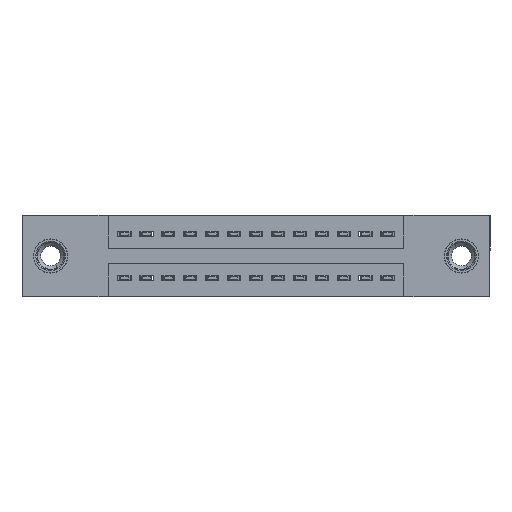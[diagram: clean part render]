
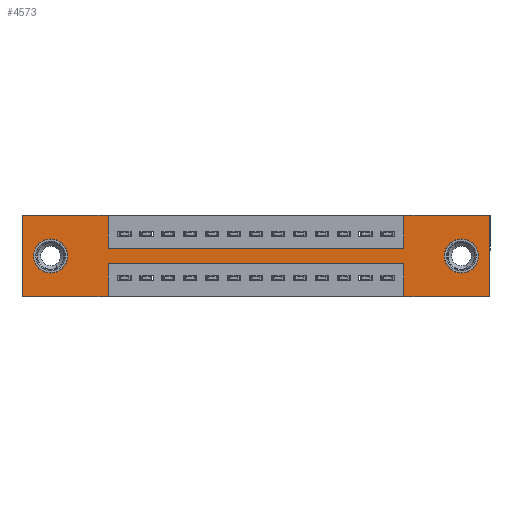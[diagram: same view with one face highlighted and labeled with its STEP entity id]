
A CAD part, front view. The second image highlights one B-rep face of the part: STEP entity #4573.
In plain terms, the highlighted planar face has unit normal (0, -1, 0).
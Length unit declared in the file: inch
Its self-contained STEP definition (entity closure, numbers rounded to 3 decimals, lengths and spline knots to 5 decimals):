
#46 = EDGE_CURVE ( 'NONE', #13887, #109, #7030, .T. ) ;
#109 = VERTEX_POINT ( 'NONE', #9216 ) ;
#442 = CARTESIAN_POINT ( 'NONE',  ( 0.3925, 0., -0.22 ) ) ;
#639 = ORIENTED_EDGE ( 'NONE', *, *, #12141, .F. ) ;
#1093 = CARTESIAN_POINT ( 'NONE',  ( 2.005, 0., -0.263 ) ) ;
#1355 = ORIENTED_EDGE ( 'NONE', *, *, #13099, .F. ) ;
#1372 = CARTESIAN_POINT ( 'NONE',  ( 2.005, 0., -0.107 ) ) ;
#1918 = EDGE_CURVE ( 'NONE', #2961, #16056, #5369, .T. ) ;
#2045 = EDGE_CURVE ( 'NONE', #7391, #7138, #3542, .T. ) ;
#2234 = VERTEX_POINT ( 'NONE', #4646 ) ;
#2580 = LINE ( 'NONE', #6860, #3038 ) ;
#2601 = CARTESIAN_POINT ( 'NONE',  ( 2.005, 0., -0.185 ) ) ;
#2705 = VECTOR ( 'NONE', #9131, 39.37008 ) ;
#2713 = EDGE_CURVE ( 'NONE', #109, #13887, #4641, .T. ) ;
#2805 = DIRECTION ( 'NONE',  ( 1., 0., 0. ) ) ;
#2919 = LINE ( 'NONE', #8969, #10202 ) ;
#2961 = VERTEX_POINT ( 'NONE', #6617 ) ;
#3038 = VECTOR ( 'NONE', #18184, 39.37008 ) ;
#3099 = EDGE_CURVE ( 'NONE', #3334, #12234, #2580, .T. ) ;
#3213 = CARTESIAN_POINT ( 'NONE',  ( 0., 0., -0.37 ) ) ;
#3334 = VERTEX_POINT ( 'NONE', #3213 ) ;
#3436 = CIRCLE ( 'NONE', #14836, 0.078 ) ;
#3542 = LINE ( 'NONE', #7217, #14503 ) ;
#3759 = CARTESIAN_POINT ( 'NONE',  ( 1.7425, 0., 0. ) ) ;
#3884 = ORIENTED_EDGE ( 'NONE', *, *, #9893, .F. ) ;
#4001 = CARTESIAN_POINT ( 'NONE',  ( 0.3925, 0., 0. ) ) ;
#4076 = DIRECTION ( 'NONE',  ( 0., 0., -1. ) ) ;
#4240 = ORIENTED_EDGE ( 'NONE', *, *, #6635, .F. ) ;
#4487 = CARTESIAN_POINT ( 'NONE',  ( 2.135, 0., 0. ) ) ;
#4573 = ADVANCED_FACE ( 'NONE', ( #13348, #17114, #5766 ), #14634, .T. ) ;
#4641 = CIRCLE ( 'NONE', #10108, 0.078 ) ;
#4646 = CARTESIAN_POINT ( 'NONE',  ( 2.135, 0., -0.37 ) ) ;
#4843 = LINE ( 'NONE', #14846, #7822 ) ;
#4910 = VERTEX_POINT ( 'NONE', #17719 ) ;
#5144 = CARTESIAN_POINT ( 'NONE',  ( 1.7425, 0., -0.37 ) ) ;
#5197 = LINE ( 'NONE', #4001, #5660 ) ;
#5324 = DIRECTION ( 'NONE',  ( 0., 1., 0. ) ) ;
#5369 = LINE ( 'NONE', #9740, #16309 ) ;
#5505 = ORIENTED_EDGE ( 'NONE', *, *, #6875, .F. ) ;
#5572 = EDGE_CURVE ( 'NONE', #13442, #8977, #3436, .T. ) ;
#5660 = VECTOR ( 'NONE', #13998, 39.37008 ) ;
#5766 = FACE_OUTER_BOUND ( 'NONE', #8567, .T. ) ;
#6118 = DIRECTION ( 'NONE',  ( 0., 1., 0. ) ) ;
#6292 = VECTOR ( 'NONE', #9297, 39.37008 ) ;
#6617 = CARTESIAN_POINT ( 'NONE',  ( 0.3925, 0., -0.22 ) ) ;
#6635 = EDGE_CURVE ( 'NONE', #7138, #2961, #13849, .T. ) ;
#6860 = CARTESIAN_POINT ( 'NONE',  ( 0., 0., 0. ) ) ;
#6875 = EDGE_CURVE ( 'NONE', #16056, #3334, #17816, .T. ) ;
#6881 = VECTOR ( 'NONE', #12515, 39.37008 ) ;
#6971 = EDGE_LOOP ( 'NONE', ( #14459, #8675 ) ) ;
#7030 = CIRCLE ( 'NONE', #13582, 0.078 ) ;
#7138 = VERTEX_POINT ( 'NONE', #16073 ) ;
#7217 = CARTESIAN_POINT ( 'NONE',  ( 1.7425, 0., -0.37 ) ) ;
#7391 = VERTEX_POINT ( 'NONE', #5144 ) ;
#7566 = DIRECTION ( 'NONE',  ( 0., 0., -1. ) ) ;
#7580 = DIRECTION ( 'NONE',  ( 0., 0., -1. ) ) ;
#7697 = CARTESIAN_POINT ( 'NONE',  ( 0., 0., -0.37 ) ) ;
#7822 = VECTOR ( 'NONE', #13487, 39.37008 ) ;
#8325 = EDGE_CURVE ( 'NONE', #15655, #4910, #16481, .T. ) ;
#8567 = EDGE_LOOP ( 'NONE', ( #9414, #4240, #14466, #12801, #17801, #13013, #3884, #8619, #639, #1355, #15727, #5505 ) ) ;
#8619 = ORIENTED_EDGE ( 'NONE', *, *, #8325, .F. ) ;
#8675 = ORIENTED_EDGE ( 'NONE', *, *, #46, .T. ) ;
#8947 = VECTOR ( 'NONE', #2805, 39.37008 ) ;
#8965 = CARTESIAN_POINT ( 'NONE',  ( 0., 0., -0.37 ) ) ;
#8969 = CARTESIAN_POINT ( 'NONE',  ( 0., 0., 0. ) ) ;
#8976 = DIRECTION ( 'NONE',  ( 0., 0., 1. ) ) ;
#8977 = VERTEX_POINT ( 'NONE', #1372 ) ;
#9131 = DIRECTION ( 'NONE',  ( -1., 0., 0. ) ) ;
#9216 = CARTESIAN_POINT ( 'NONE',  ( 0.13, 0., -0.107 ) ) ;
#9297 = DIRECTION ( 'NONE',  ( -1., 0., 0. ) ) ;
#9414 = ORIENTED_EDGE ( 'NONE', *, *, #1918, .F. ) ;
#9740 = CARTESIAN_POINT ( 'NONE',  ( 0.3925, 0., -0.37 ) ) ;
#9893 = EDGE_CURVE ( 'NONE', #4910, #14965, #17734, .T. ) ;
#9952 = CARTESIAN_POINT ( 'NONE',  ( 0.3925, 0., -0.15 ) ) ;
#10108 = AXIS2_PLACEMENT_3D ( 'NONE', #14627, #6118, #16071 ) ;
#10202 = VECTOR ( 'NONE', #10405, 39.37008 ) ;
#10405 = DIRECTION ( 'NONE',  ( 1., 0., 0. ) ) ;
#11106 = CARTESIAN_POINT ( 'NONE',  ( 2.135, 0., 0. ) ) ;
#11117 = CARTESIAN_POINT ( 'NONE',  ( 1.7425, 0., 0. ) ) ;
#11249 = VECTOR ( 'NONE', #12506, 39.37008 ) ;
#11673 = EDGE_CURVE ( 'NONE', #8977, #13442, #12406, .T. ) ;
#11677 = LINE ( 'NONE', #11106, #11249 ) ;
#11818 = EDGE_CURVE ( 'NONE', #14965, #12357, #2919, .T. ) ;
#12141 = EDGE_CURVE ( 'NONE', #13870, #15655, #5197, .T. ) ;
#12234 = VERTEX_POINT ( 'NONE', #12794 ) ;
#12357 = VERTEX_POINT ( 'NONE', #4487 ) ;
#12406 = CIRCLE ( 'NONE', #15144, 0.078 ) ;
#12506 = DIRECTION ( 'NONE',  ( 0., 0., -1. ) ) ;
#12515 = DIRECTION ( 'NONE',  ( 0., 0., 1. ) ) ;
#12688 = DIRECTION ( 'NONE',  ( 0., 1., 0. ) ) ;
#12753 = CARTESIAN_POINT ( 'NONE',  ( 0., 0., -0.37 ) ) ;
#12794 = CARTESIAN_POINT ( 'NONE',  ( 0., 0., 0. ) ) ;
#12801 = ORIENTED_EDGE ( 'NONE', *, *, #15353, .F. ) ;
#12877 = CARTESIAN_POINT ( 'NONE',  ( 0.3925, 0., -0.15 ) ) ;
#12888 = DIRECTION ( 'NONE',  ( 0., 0., 1. ) ) ;
#13013 = ORIENTED_EDGE ( 'NONE', *, *, #11818, .F. ) ;
#13099 = EDGE_CURVE ( 'NONE', #12234, #13870, #4843, .T. ) ;
#13348 = FACE_BOUND ( 'NONE', #13673, .T. ) ;
#13442 = VERTEX_POINT ( 'NONE', #1093 ) ;
#13487 = DIRECTION ( 'NONE',  ( 1., 0., 0. ) ) ;
#13582 = AXIS2_PLACEMENT_3D ( 'NONE', #18010, #13724, #8976 ) ;
#13634 = VECTOR ( 'NONE', #14135, 39.37008 ) ;
#13673 = EDGE_LOOP ( 'NONE', ( #14698, #17471 ) ) ;
#13724 = DIRECTION ( 'NONE',  ( 0., 1., 0. ) ) ;
#13849 = LINE ( 'NONE', #442, #6292 ) ;
#13862 = CARTESIAN_POINT ( 'NONE',  ( 2.005, 0., -0.185 ) ) ;
#13870 = VERTEX_POINT ( 'NONE', #18305 ) ;
#13887 = VERTEX_POINT ( 'NONE', #15565 ) ;
#13998 = DIRECTION ( 'NONE',  ( 0., 0., -1. ) ) ;
#14135 = DIRECTION ( 'NONE',  ( -1., 0., 0. ) ) ;
#14459 = ORIENTED_EDGE ( 'NONE', *, *, #2713, .T. ) ;
#14466 = ORIENTED_EDGE ( 'NONE', *, *, #2045, .F. ) ;
#14503 = VECTOR ( 'NONE', #12888, 39.37008 ) ;
#14627 = CARTESIAN_POINT ( 'NONE',  ( 0.13, 0., -0.185 ) ) ;
#14634 = PLANE ( 'NONE',  #14955 ) ;
#14698 = ORIENTED_EDGE ( 'NONE', *, *, #11673, .T. ) ;
#14836 = AXIS2_PLACEMENT_3D ( 'NONE', #13862, #5324, #15317 ) ;
#14846 = CARTESIAN_POINT ( 'NONE',  ( 0., 0., 0. ) ) ;
#14955 = AXIS2_PLACEMENT_3D ( 'NONE', #8965, #16075, #7580 ) ;
#14965 = VERTEX_POINT ( 'NONE', #3759 ) ;
#15144 = AXIS2_PLACEMENT_3D ( 'NONE', #2601, #12688, #4076 ) ;
#15317 = DIRECTION ( 'NONE',  ( 0., 0., -1. ) ) ;
#15353 = EDGE_CURVE ( 'NONE', #2234, #7391, #17890, .T. ) ;
#15565 = CARTESIAN_POINT ( 'NONE',  ( 0.13, 0., -0.263 ) ) ;
#15655 = VERTEX_POINT ( 'NONE', #9952 ) ;
#15727 = ORIENTED_EDGE ( 'NONE', *, *, #3099, .F. ) ;
#16056 = VERTEX_POINT ( 'NONE', #17936 ) ;
#16071 = DIRECTION ( 'NONE',  ( 0., 0., 1. ) ) ;
#16073 = CARTESIAN_POINT ( 'NONE',  ( 1.7425, 0., -0.22 ) ) ;
#16075 = DIRECTION ( 'NONE',  ( 0., -1., 0. ) ) ;
#16309 = VECTOR ( 'NONE', #7566, 39.37008 ) ;
#16481 = LINE ( 'NONE', #12877, #8947 ) ;
#17114 = FACE_BOUND ( 'NONE', #6971, .T. ) ;
#17244 = EDGE_CURVE ( 'NONE', #12357, #2234, #11677, .T. ) ;
#17471 = ORIENTED_EDGE ( 'NONE', *, *, #5572, .T. ) ;
#17719 = CARTESIAN_POINT ( 'NONE',  ( 1.7425, 0., -0.15 ) ) ;
#17734 = LINE ( 'NONE', #11117, #6881 ) ;
#17801 = ORIENTED_EDGE ( 'NONE', *, *, #17244, .F. ) ;
#17816 = LINE ( 'NONE', #12753, #13634 ) ;
#17890 = LINE ( 'NONE', #7697, #2705 ) ;
#17936 = CARTESIAN_POINT ( 'NONE',  ( 0.3925, 0., -0.37 ) ) ;
#18010 = CARTESIAN_POINT ( 'NONE',  ( 0.13, 0., -0.185 ) ) ;
#18184 = DIRECTION ( 'NONE',  ( 0., 0., 1. ) ) ;
#18305 = CARTESIAN_POINT ( 'NONE',  ( 0.3925, 0., 0. ) ) ;
